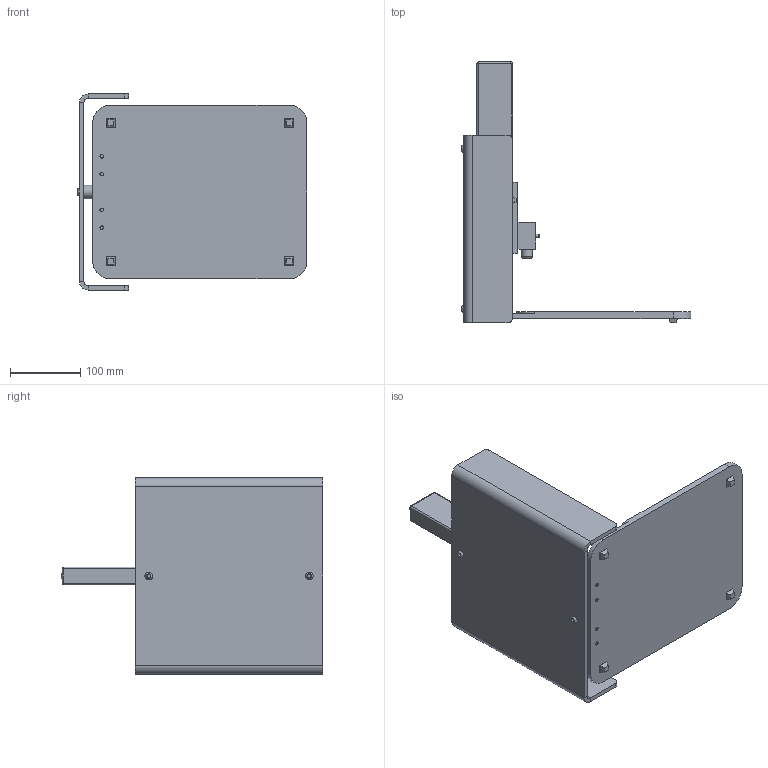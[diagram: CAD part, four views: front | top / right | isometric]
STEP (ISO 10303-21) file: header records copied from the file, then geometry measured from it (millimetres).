
FILE_DESCRIPTION (( 'STEP AP203' ), '1' );
FILE_NAME ('41268 - LED STAND, COMPLETE.STEP', '2020-10-27T15:55:41', ( '' ), ( '' ), 'SwSTEP 2.0', 'SolidWorks 2019', '' );
FILE_SCHEMA (( 'CONFIG_CONTROL_DESIGN' ));
Length unit declared in the file: inch
Products named in the file (1): 41268 - LED STAND, COMPLETE
Bounding box: 327.2 x 372.11 x 279.4 mm (x, y, z)
Volume: 2061290 mm3; surface area: 478329.8 mm2
Topology: 1 solids, 1 shells, 426 faces, 1052 edges, 656 vertices
Faces by surface type: plane 234, cylinder 96, sphere 42, torus 36, cone 14, bspline 4
Full cylindrical faces by diameter (mm): 5 x2, 5.105 x4, 9.525 x4, 11.1 x6, 15.875 x4, 19.05 x2
Entity records: 12237 total; most frequent: CARTESIAN_POINT 2523, DIRECTION 2048, ORIENTED_EDGE 1888, EDGE_CURVE 944, AXIS2_PLACEMENT_3D 729, VERTEX_POINT 608, LINE 590, VECTOR 590
